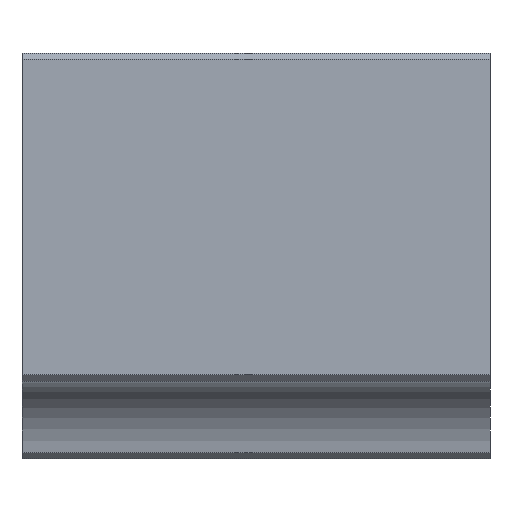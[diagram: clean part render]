
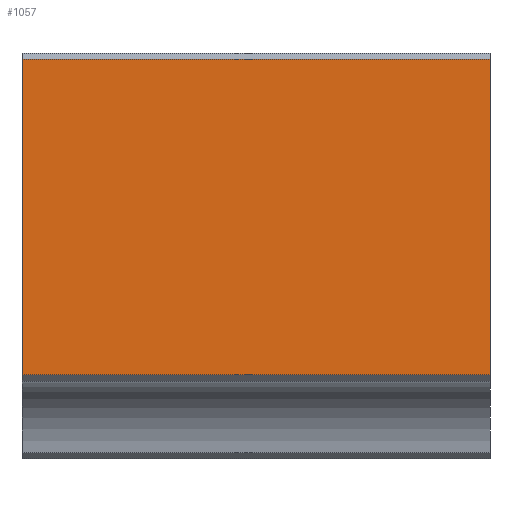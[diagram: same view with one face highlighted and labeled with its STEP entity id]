
A CAD part, front view. The second image highlights one B-rep face of the part: STEP entity #1057.
In plain terms, the highlighted planar face has unit normal (0, -1, 0).
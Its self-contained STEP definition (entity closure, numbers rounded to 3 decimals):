
#61=FACE_OUTER_BOUND('',#113,.T.);
#113=EDGE_LOOP('',(#919,#920,#921,#922));
#133=LINE('',#1425,#279);
#182=LINE('',#1524,#328);
#227=LINE('',#1614,#373);
#266=LINE('',#1685,#412);
#279=VECTOR('',#1161,10.);
#328=VECTOR('',#1218,10.);
#373=VECTOR('',#1267,10.);
#412=VECTOR('',#1370,10.);
#426=VERTEX_POINT('',#1422);
#427=VERTEX_POINT('',#1424);
#473=VERTEX_POINT('',#1522);
#516=VERTEX_POINT('',#1612);
#528=EDGE_CURVE('',#426,#427,#133,.T.);
#578=EDGE_CURVE('',#473,#426,#182,.T.);
#623=EDGE_CURVE('',#473,#516,#227,.T.);
#662=EDGE_CURVE('',#427,#516,#266,.T.);
#919=ORIENTED_EDGE('',*,*,#578,.F.);
#920=ORIENTED_EDGE('',*,*,#623,.T.);
#921=ORIENTED_EDGE('',*,*,#662,.F.);
#922=ORIENTED_EDGE('',*,*,#528,.F.);
#1005=PLANE('',#1127);
#1057=ADVANCED_FACE('',(#61),#1005,.T.);
#1127=AXIS2_PLACEMENT_3D('',#1686,#1371,#1372);
#1161=DIRECTION('',(0.,0.,1.));
#1218=DIRECTION('',(-1.,0.,0.));
#1267=DIRECTION('',(0.,0.,1.));
#1370=DIRECTION('',(1.,0.,0.));
#1371=DIRECTION('center_axis',(0.,-1.,0.));
#1372=DIRECTION('ref_axis',(1.,0.,0.));
#1422=CARTESIAN_POINT('',(-7.5,-7.,2.7));
#1424=CARTESIAN_POINT('',(-7.5,-7.,12.8));
#1425=CARTESIAN_POINT('',(-7.5,-7.,0.));
#1522=CARTESIAN_POINT('',(7.5,-7.,2.7));
#1524=CARTESIAN_POINT('',(7.5,-7.,2.7));
#1612=CARTESIAN_POINT('',(7.5,-7.,12.8));
#1614=CARTESIAN_POINT('',(7.5,-7.,0.));
#1685=CARTESIAN_POINT('',(-3.75,-7.,12.8));
#1686=CARTESIAN_POINT('Origin',(-7.5,-7.,0.));
